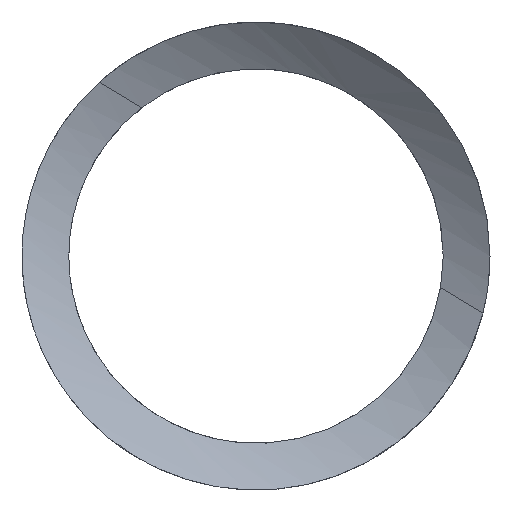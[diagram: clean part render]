
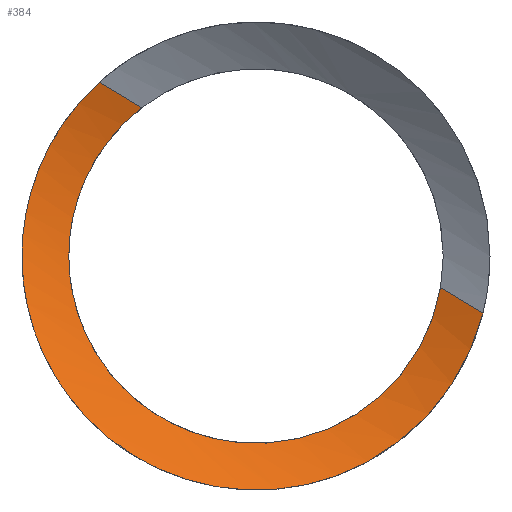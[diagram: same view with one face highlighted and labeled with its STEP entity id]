
A CAD part, front view. The second image highlights one B-rep face of the part: STEP entity #384.
In plain terms, the highlighted cylindrical face has radius 12.5 mm (diameter 25 mm), a partial arc.
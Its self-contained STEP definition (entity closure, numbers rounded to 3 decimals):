
#200=CARTESIAN_POINT('Vertex',(-1575.611,-266.798,257.356)) ;
#204=CARTESIAN_POINT('Control Point',(-1575.611,-266.798,257.356)) ;
#205=CARTESIAN_POINT('Control Point',(-1576.464,-266.483,256.699)) ;
#206=CARTESIAN_POINT('Control Point',(-1577.212,-266.313,255.826)) ;
#207=CARTESIAN_POINT('Control Point',(-1577.731,-266.412,254.731)) ;
#208=CARTESIAN_POINT('Control Point',(-1577.952,-266.717,253.646)) ;
#209=CARTESIAN_POINT('Control Point',(-1577.952,-267.124,252.6)) ;
#210=CARTESIAN_POINT('Vertex',(-1577.952,-267.124,252.6)) ;
#287=CARTESIAN_POINT('Vertex',(-1564.677,-270.838,250.776)) ;
#291=CARTESIAN_POINT('Control Point',(-1564.677,-270.838,250.776)) ;
#292=CARTESIAN_POINT('Control Point',(-1564.872,-270.766,249.997)) ;
#293=CARTESIAN_POINT('Control Point',(-1565.173,-270.72,249.242)) ;
#294=CARTESIAN_POINT('Control Point',(-1565.574,-270.709,248.531)) ;
#295=CARTESIAN_POINT('Control Point',(-1566.471,-270.756,247.35)) ;
#296=CARTESIAN_POINT('Control Point',(-1567.618,-270.899,246.426)) ;
#297=CARTESIAN_POINT('Control Point',(-1568.178,-270.979,246.068)) ;
#298=CARTESIAN_POINT('Control Point',(-1569.638,-271.195,245.349)) ;
#299=CARTESIAN_POINT('Control Point',(-1571.248,-271.395,245.04)) ;
#300=CARTESIAN_POINT('Control Point',(-1572.231,-271.48,245.008)) ;
#301=CARTESIAN_POINT('Control Point',(-1574.051,-271.462,245.261)) ;
#302=CARTESIAN_POINT('Control Point',(-1575.67,-271.061,246.009)) ;
#303=CARTESIAN_POINT('Control Point',(-1576.344,-270.784,246.447)) ;
#304=CARTESIAN_POINT('Control Point',(-1577.841,-269.924,247.709)) ;
#305=CARTESIAN_POINT('Control Point',(-1578.813,-268.813,249.284)) ;
#306=CARTESIAN_POINT('Control Point',(-1579.223,-268.129,250.31)) ;
#307=CARTESIAN_POINT('Control Point',(-1579.452,-267.479,251.428)) ;
#308=CARTESIAN_POINT('Control Point',(-1579.452,-266.949,252.6)) ;
#309=CARTESIAN_POINT('Vertex',(-1579.452,-266.949,252.6)) ;
#326=CARTESIAN_POINT('Axis2P3D Location',(-1602.193,-270.303,270.744)) ;
#331=CARTESIAN_POINT('Line Origine',(-1597.861,-258.577,270.744)) ;
#335=CARTESIAN_POINT('Vertex',(-1576.97,-266.296,258.174)) ;
#339=CARTESIAN_POINT('Control Point',(-1576.97,-266.296,258.174)) ;
#340=CARTESIAN_POINT('Control Point',(-1577.896,-265.954,257.34)) ;
#341=CARTESIAN_POINT('Control Point',(-1578.699,-265.809,256.277)) ;
#342=CARTESIAN_POINT('Control Point',(-1579.228,-266.003,255.005)) ;
#343=CARTESIAN_POINT('Control Point',(-1579.452,-266.417,253.777)) ;
#344=CARTESIAN_POINT('Control Point',(-1579.452,-266.949,252.6)) ;
#346=CARTESIAN_POINT('Line Origine',(-1597.861,-258.577,270.744)) ;
#350=CARTESIAN_POINT('Vertex',(-1566.037,-270.335,251.595)) ;
#354=CARTESIAN_POINT('Control Point',(-1566.037,-270.335,251.595)) ;
#355=CARTESIAN_POINT('Control Point',(-1566.15,-270.294,250.933)) ;
#356=CARTESIAN_POINT('Control Point',(-1566.355,-270.261,250.286)) ;
#357=CARTESIAN_POINT('Control Point',(-1566.65,-270.246,249.672)) ;
#358=CARTESIAN_POINT('Control Point',(-1567.587,-270.257,248.271)) ;
#359=CARTESIAN_POINT('Control Point',(-1568.955,-270.363,247.258)) ;
#360=CARTESIAN_POINT('Control Point',(-1569.883,-270.448,246.833)) ;
#361=CARTESIAN_POINT('Control Point',(-1571.328,-270.525,246.514)) ;
#362=CARTESIAN_POINT('Control Point',(-1572.774,-270.438,246.631)) ;
#363=CARTESIAN_POINT('Control Point',(-1573.218,-270.391,246.709)) ;
#364=CARTESIAN_POINT('Control Point',(-1574.07,-270.252,246.944)) ;
#365=CARTESIAN_POINT('Control Point',(-1574.85,-270.025,247.32)) ;
#366=CARTESIAN_POINT('Control Point',(-1575.212,-269.892,247.537)) ;
#367=CARTESIAN_POINT('Control Point',(-1575.917,-269.576,248.046)) ;
#368=CARTESIAN_POINT('Control Point',(-1576.504,-269.197,248.654)) ;
#369=CARTESIAN_POINT('Control Point',(-1576.777,-268.987,248.995)) ;
#370=CARTESIAN_POINT('Control Point',(-1577.346,-268.47,249.849)) ;
#371=CARTESIAN_POINT('Control Point',(-1577.721,-267.941,250.801)) ;
#372=CARTESIAN_POINT('Control Point',(-1577.873,-267.642,251.379)) ;
#373=CARTESIAN_POINT('Control Point',(-1577.952,-267.365,251.982)) ;
#374=CARTESIAN_POINT('Control Point',(-1577.952,-267.124,252.6)) ;
#327=DIRECTION('Axis2P3D Direction',(0.817,-0.302,-0.492)) ;
#328=DIRECTION('Axis2P3D XDirection',(0.347,0.938,0.)) ;
#332=DIRECTION('Vector Direction',(0.817,-0.302,-0.492)) ;
#347=DIRECTION('Vector Direction',(0.817,-0.302,-0.492)) ;
#329=AXIS2_PLACEMENT_3D('Cylinder Axis2P3D',#326,#327,#328) ;
#377=ORIENTED_EDGE('',*,*,#337,.F.) ;
#378=ORIENTED_EDGE('',*,*,#345,.T.) ;
#379=ORIENTED_EDGE('',*,*,#311,.F.) ;
#380=ORIENTED_EDGE('',*,*,#352,.F.) ;
#381=ORIENTED_EDGE('',*,*,#375,.T.) ;
#382=ORIENTED_EDGE('',*,*,#212,.F.) ;
#333=VECTOR('Line Direction',#332,1.) ;
#348=VECTOR('Line Direction',#347,1.) ;
#384=ADVANCED_FACE('Corps principal',(#383),#330,.F.) ;
#203=B_SPLINE_CURVE_WITH_KNOTS('',5,(#204,#205,#206,#207,#208,#209),.UNSPECIFIED.,.F.,.U.,(6,6),(0.,7.937),.UNSPECIFIED.) ;
#290=B_SPLINE_CURVE_WITH_KNOTS('',5,(#291,#292,#293,#294,#295,#296,#297,#298,#299,#300,#301,#302,#303,#304,#305,#306,#307,#308),.UNSPECIFIED.,.F.,.U.,(6,3,3,3,3,6),(0.,5.701,10.396,17.237,23.145,32.241),.UNSPECIFIED.) ;
#338=B_SPLINE_CURVE_WITH_KNOTS('',5,(#339,#340,#341,#342,#343,#344),.UNSPECIFIED.,.F.,.U.,(6,6),(0.,9.135),.UNSPECIFIED.) ;
#353=B_SPLINE_CURVE_WITH_KNOTS('',5,(#354,#355,#356,#357,#358,#359,#360,#361,#362,#363,#364,#365,#366,#367,#368,#369,#370,#371,#372,#373,#374),.UNSPECIFIED.,.F.,.U.,(6,3,3,3,3,3,6),(0.,4.757,11.8,14.983,18.094,21.503,26.191),.UNSPECIFIED.) ;
#330=CYLINDRICAL_SURFACE('generated cylinder',#329,12.5) ;
#212=EDGE_CURVE('',#201,#211,#203,.T.) ;
#311=EDGE_CURVE('',#288,#310,#290,.T.) ;
#337=EDGE_CURVE('',#336,#201,#334,.T.) ;
#345=EDGE_CURVE('',#336,#310,#338,.T.) ;
#352=EDGE_CURVE('',#351,#288,#349,.T.) ;
#375=EDGE_CURVE('',#351,#211,#353,.T.) ;
#376=EDGE_LOOP('',(#377,#378,#379,#380,#381,#382)) ;
#383=FACE_OUTER_BOUND('',#376,.T.) ;
#334=LINE('Line',#331,#333) ;
#349=LINE('Line',#346,#348) ;
#201=VERTEX_POINT('',#200) ;
#211=VERTEX_POINT('',#210) ;
#288=VERTEX_POINT('',#287) ;
#310=VERTEX_POINT('',#309) ;
#336=VERTEX_POINT('',#335) ;
#351=VERTEX_POINT('',#350) ;
